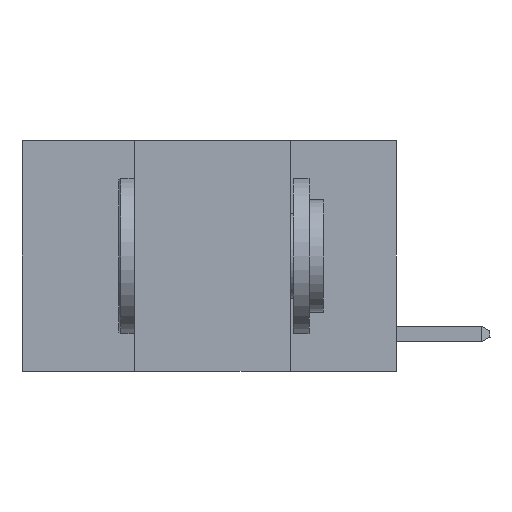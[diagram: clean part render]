
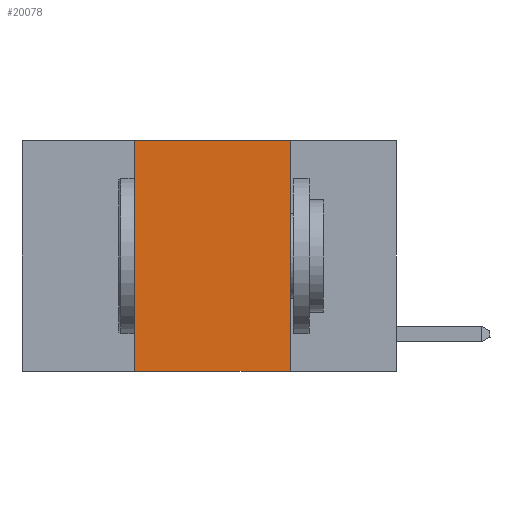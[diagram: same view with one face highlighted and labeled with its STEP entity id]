
A CAD part, left-side view. The second image highlights one B-rep face of the part: STEP entity #20078.
In plain terms, the highlighted planar face has unit normal (-1, 0, 0).
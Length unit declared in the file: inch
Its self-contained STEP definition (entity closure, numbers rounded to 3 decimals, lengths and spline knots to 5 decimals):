
#688 = VERTEX_POINT ( 'NONE', #22239 ) ;
#782 = CARTESIAN_POINT ( 'NONE',  ( 0., 0.6, -0.37 ) ) ;
#1873 = EDGE_CURVE ( 'NONE', #2361, #688, #16693, .T. ) ;
#2361 = VERTEX_POINT ( 'NONE', #5586 ) ;
#2452 = VECTOR ( 'NONE', #19321, 39.37008 ) ;
#2847 = VECTOR ( 'NONE', #4857, 39.37008 ) ;
#3089 = FACE_OUTER_BOUND ( 'NONE', #19686, .T. ) ;
#3556 = ORIENTED_EDGE ( 'NONE', *, *, #10509, .F. ) ;
#4707 = CARTESIAN_POINT ( 'NONE',  ( 0., 0.6, 0. ) ) ;
#4857 = DIRECTION ( 'NONE',  ( 0., 0., 1. ) ) ;
#5010 = CARTESIAN_POINT ( 'NONE',  ( 0., 0.42, 0. ) ) ;
#5057 = EDGE_CURVE ( 'NONE', #5254, #688, #10863, .T. ) ;
#5254 = VERTEX_POINT ( 'NONE', #20091 ) ;
#5586 = CARTESIAN_POINT ( 'NONE',  ( 0., 0.42, -0.37 ) ) ;
#5986 = VERTEX_POINT ( 'NONE', #5010 ) ;
#6069 = LINE ( 'NONE', #4707, #15322 ) ;
#6111 = DIRECTION ( 'NONE',  ( 0., -1., 0. ) ) ;
#6232 = LINE ( 'NONE', #11712, #2847 ) ;
#6728 = ORIENTED_EDGE ( 'NONE', *, *, #1873, .T. ) ;
#7457 = EDGE_CURVE ( 'NONE', #5986, #5254, #6069, .T. ) ;
#7882 = CARTESIAN_POINT ( 'NONE',  ( 0., 0.6, 0. ) ) ;
#8890 = CARTESIAN_POINT ( 'NONE',  ( 0., 0.17, 0. ) ) ;
#10198 = PLANE ( 'NONE',  #19742 ) ;
#10509 = EDGE_CURVE ( 'NONE', #2361, #5986, #6232, .T. ) ;
#10863 = LINE ( 'NONE', #8890, #2452 ) ;
#10929 = VECTOR ( 'NONE', #6111, 39.37008 ) ;
#11045 = ORIENTED_EDGE ( 'NONE', *, *, #7457, .F. ) ;
#11712 = CARTESIAN_POINT ( 'NONE',  ( 0., 0.42, 0. ) ) ;
#13166 = DIRECTION ( 'NONE',  ( 0., -1., 0. ) ) ;
#15322 = VECTOR ( 'NONE', #13166, 39.37008 ) ;
#16693 = LINE ( 'NONE', #782, #10929 ) ;
#16819 = DIRECTION ( 'NONE',  ( 0., 0., -1. ) ) ;
#19321 = DIRECTION ( 'NONE',  ( 0., 0., -1. ) ) ;
#19686 = EDGE_LOOP ( 'NONE', ( #22913, #11045, #3556, #6728 ) ) ;
#19742 = AXIS2_PLACEMENT_3D ( 'NONE', #7882, #20046, #16819 ) ;
#20046 = DIRECTION ( 'NONE',  ( 1., 0., 0. ) ) ;
#20078 = ADVANCED_FACE ( 'NONE', ( #3089 ), #10198, .F. ) ;
#20091 = CARTESIAN_POINT ( 'NONE',  ( 0., 0.17, 0. ) ) ;
#22239 = CARTESIAN_POINT ( 'NONE',  ( 0., 0.17, -0.37 ) ) ;
#22913 = ORIENTED_EDGE ( 'NONE', *, *, #5057, .F. ) ;
